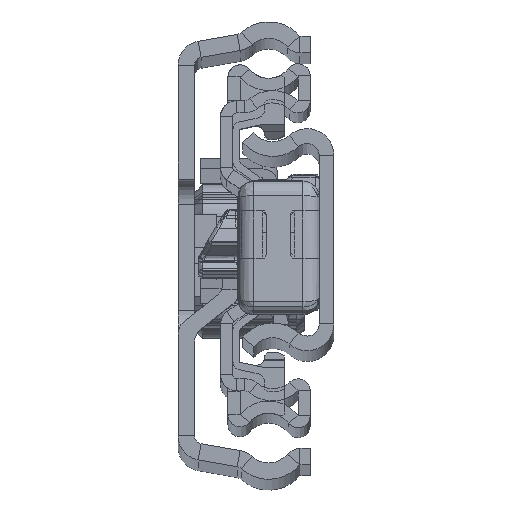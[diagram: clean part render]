
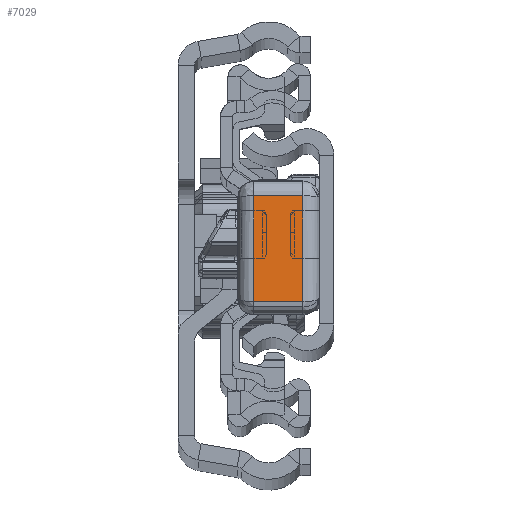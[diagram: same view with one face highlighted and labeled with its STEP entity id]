
A CAD part, top view. The second image highlights one B-rep face of the part: STEP entity #7029.
In plain terms, the highlighted face is planar.
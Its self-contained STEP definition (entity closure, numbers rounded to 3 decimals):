
#1515 = EDGE_CURVE ( 'NONE', #45817, #61936, #58762, .T. ) ;
#7029 = ADVANCED_FACE ( 'NONE', ( #17987 ), #7814, .F. ) ;
#7814 = PLANE ( 'NONE',  #19822 ) ;
#8240 = VECTOR ( 'NONE', #33292, 1000. ) ;
#8458 = DIRECTION ( 'NONE',  ( -1., 0., 0. ) ) ;
#11254 = DIRECTION ( 'NONE',  ( 0., 1., 0. ) ) ;
#13841 = CARTESIAN_POINT ( 'NONE',  ( 39.636, 0.361, 5.5 ) ) ;
#14776 = VERTEX_POINT ( 'NONE', #21973 ) ;
#14836 = LINE ( 'NONE', #48932, #60471 ) ;
#17987 = FACE_OUTER_BOUND ( 'NONE', #25789, .T. ) ;
#18014 = ORIENTED_EDGE ( 'NONE', *, *, #33316, .T. ) ;
#19822 = AXIS2_PLACEMENT_3D ( 'NONE', #27582, #8458, #46996 ) ;
#21973 = CARTESIAN_POINT ( 'NONE',  ( 39.636, -12.609, 2. ) ) ;
#22583 = ORIENTED_EDGE ( 'NONE', *, *, #36856, .T. ) ;
#24323 = CARTESIAN_POINT ( 'NONE',  ( 39.636, 0., 2. ) ) ;
#24586 = ORIENTED_EDGE ( 'NONE', *, *, #1515, .T. ) ;
#25789 = EDGE_LOOP ( 'NONE', ( #22583, #24586, #25906, #18014 ) ) ;
#25906 = ORIENTED_EDGE ( 'NONE', *, *, #28912, .T. ) ;
#26470 = VECTOR ( 'NONE', #59667, 1000. ) ;
#27582 = CARTESIAN_POINT ( 'NONE',  ( 39.636, 0., 5.5 ) ) ;
#28912 = EDGE_CURVE ( 'NONE', #61936, #47703, #39917, .T. ) ;
#31686 = DIRECTION ( 'NONE',  ( 0., 0., -1. ) ) ;
#33292 = DIRECTION ( 'NONE',  ( 0., 0., 1. ) ) ;
#33316 = EDGE_CURVE ( 'NONE', #47703, #14776, #14836, .T. ) ;
#36856 = EDGE_CURVE ( 'NONE', #14776, #45817, #48519, .T. ) ;
#39917 = LINE ( 'NONE', #59364, #26470 ) ;
#40990 = CARTESIAN_POINT ( 'NONE',  ( 39.636, -12.609, 8. ) ) ;
#42370 = VECTOR ( 'NONE', #11254, 1000. ) ;
#45817 = VERTEX_POINT ( 'NONE', #59959 ) ;
#46996 = DIRECTION ( 'NONE',  ( 0., 0., -1. ) ) ;
#47703 = VERTEX_POINT ( 'NONE', #40990 ) ;
#48519 = LINE ( 'NONE', #24323, #42370 ) ;
#48932 = CARTESIAN_POINT ( 'NONE',  ( 39.636, -12.609, 5.5 ) ) ;
#58403 = CARTESIAN_POINT ( 'NONE',  ( 39.636, 0.361, 8. ) ) ;
#58762 = LINE ( 'NONE', #13841, #8240 ) ;
#59364 = CARTESIAN_POINT ( 'NONE',  ( 39.636, 0., 8. ) ) ;
#59667 = DIRECTION ( 'NONE',  ( 0., -1., 0. ) ) ;
#59959 = CARTESIAN_POINT ( 'NONE',  ( 39.636, 0.361, 2. ) ) ;
#60471 = VECTOR ( 'NONE', #31686, 1000. ) ;
#61936 = VERTEX_POINT ( 'NONE', #58403 ) ;
